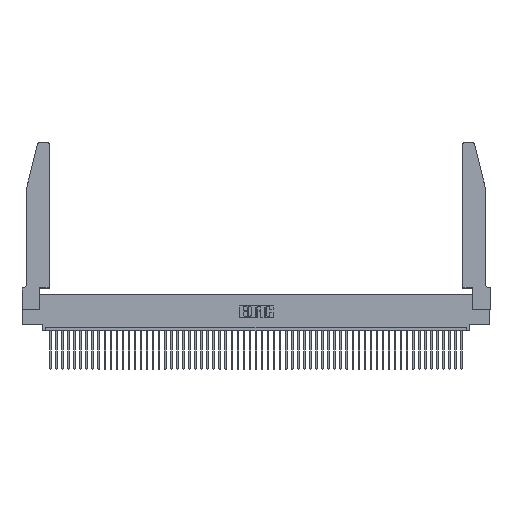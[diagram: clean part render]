
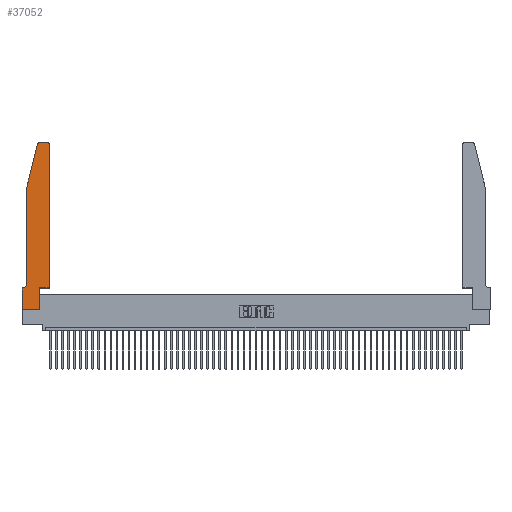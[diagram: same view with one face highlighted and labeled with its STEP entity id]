
A CAD part, top view. The second image highlights one B-rep face of the part: STEP entity #37052.
In plain terms, the highlighted planar face has unit normal (0, 0, 1).
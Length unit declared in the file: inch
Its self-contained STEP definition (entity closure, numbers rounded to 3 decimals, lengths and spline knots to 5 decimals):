
#325 = CARTESIAN_POINT ( 'NONE',  ( 0., 0., 0.37 ) ) ;
#1591 = VECTOR ( 'NONE', #25401, 39.37008 ) ;
#2017 = CARTESIAN_POINT ( 'NONE',  ( 0.284, 2.72, 0.37 ) ) ;
#2428 = VECTOR ( 'NONE', #27028, 39.37008 ) ;
#2737 = CARTESIAN_POINT ( 'NONE',  ( 0., 0.35, 0.37 ) ) ;
#2870 = VERTEX_POINT ( 'NONE', #37059 ) ;
#3528 = DIRECTION ( 'NONE',  ( 0., 1., 0. ) ) ;
#5784 = ORIENTED_EDGE ( 'NONE', *, *, #8856, .T. ) ;
#6818 = DIRECTION ( 'NONE',  ( 0., 0., 1. ) ) ;
#6879 = LINE ( 'NONE', #325, #2428 ) ;
#6967 = ORIENTED_EDGE ( 'NONE', *, *, #13981, .T. ) ;
#7122 = CARTESIAN_POINT ( 'NONE',  ( 0.0755, 2., 0.37 ) ) ;
#7146 = EDGE_CURVE ( 'NONE', #2870, #43482, #37408, .T. ) ;
#7197 = VECTOR ( 'NONE', #13750, 39.37008 ) ;
#7440 = CARTESIAN_POINT ( 'NONE',  ( 0.4505, 0.35, 0.37 ) ) ;
#7528 = CARTESIAN_POINT ( 'NONE',  ( 0.4205, 2.75, 0.37 ) ) ;
#8856 = EDGE_CURVE ( 'NONE', #40195, #18080, #31455, .T. ) ;
#10482 = CIRCLE ( 'NONE', #27096, 0.03 ) ;
#10746 = FACE_OUTER_BOUND ( 'NONE', #50394, .T. ) ;
#10918 = CARTESIAN_POINT ( 'NONE',  ( 0.0055, 0.42, 0.37 ) ) ;
#11110 = LINE ( 'NONE', #18791, #13686 ) ;
#11279 = EDGE_CURVE ( 'NONE', #18080, #52437, #39570, .T. ) ;
#11712 = CARTESIAN_POINT ( 'NONE',  ( 0.0755, 2., 0.37 ) ) ;
#13411 = AXIS2_PLACEMENT_3D ( 'NONE', #38152, #46441, #21808 ) ;
#13674 = LINE ( 'NONE', #20874, #1591 ) ;
#13686 = VECTOR ( 'NONE', #27326, 39.37008 ) ;
#13750 = DIRECTION ( 'NONE',  ( 1., 0., 0. ) ) ;
#13981 = EDGE_CURVE ( 'NONE', #52937, #49749, #30319, .T. ) ;
#15754 = VECTOR ( 'NONE', #18025, 39.37008 ) ;
#17596 = EDGE_CURVE ( 'NONE', #43482, #48512, #49114, .T. ) ;
#18025 = DIRECTION ( 'NONE',  ( -1., 0., 0. ) ) ;
#18080 = VERTEX_POINT ( 'NONE', #31496 ) ;
#18383 = AXIS2_PLACEMENT_3D ( 'NONE', #47784, #6818, #40221 ) ;
#18791 = CARTESIAN_POINT ( 'NONE',  ( 0.2605, 2.75, 0.37 ) ) ;
#20874 = CARTESIAN_POINT ( 'NONE',  ( 0.4505, 0.35, 0.37 ) ) ;
#21067 = ORIENTED_EDGE ( 'NONE', *, *, #7146, .T. ) ;
#21093 = EDGE_CURVE ( 'NONE', #34290, #2870, #6879, .T. ) ;
#21478 = EDGE_CURVE ( 'NONE', #49749, #49352, #38416, .T. ) ;
#21808 = DIRECTION ( 'NONE',  ( 1., 0., 0. ) ) ;
#22143 = ORIENTED_EDGE ( 'NONE', *, *, #51363, .T. ) ;
#22183 = CARTESIAN_POINT ( 'NONE',  ( 0.0755, 0.35, 0.37 ) ) ;
#22438 = DIRECTION ( 'NONE',  ( 1., 0., 0. ) ) ;
#23511 = CARTESIAN_POINT ( 'NONE',  ( 0.4505, 2.72, 0.37 ) ) ;
#24449 = ORIENTED_EDGE ( 'NONE', *, *, #53181, .T. ) ;
#24471 = CARTESIAN_POINT ( 'NONE',  ( 0.2865, 0., 0.37 ) ) ;
#24536 = CARTESIAN_POINT ( 'NONE',  ( 0.0055, 0.35, 0.37 ) ) ;
#25401 = DIRECTION ( 'NONE',  ( 1., 0., 0. ) ) ;
#26451 = ORIENTED_EDGE ( 'NONE', *, *, #11279, .T. ) ;
#27028 = DIRECTION ( 'NONE',  ( 0., -1., 0. ) ) ;
#27096 = AXIS2_PLACEMENT_3D ( 'NONE', #2017, #43104, #22438 ) ;
#27326 = DIRECTION ( 'NONE',  ( -1., 0., 0. ) ) ;
#28064 = LINE ( 'NONE', #22183, #15754 ) ;
#29120 = AXIS2_PLACEMENT_3D ( 'NONE', #10918, #47664, #32050 ) ;
#29786 = VERTEX_POINT ( 'NONE', #38343 ) ;
#30319 = LINE ( 'NONE', #48795, #50848 ) ;
#31455 = LINE ( 'NONE', #51122, #41081 ) ;
#31496 = CARTESIAN_POINT ( 'NONE',  ( 0.0755, 0.42, 0.37 ) ) ;
#32050 = DIRECTION ( 'NONE',  ( -1., 0., 0. ) ) ;
#33190 = VERTEX_POINT ( 'NONE', #41261 ) ;
#34290 = VERTEX_POINT ( 'NONE', #2737 ) ;
#34950 = DIRECTION ( 'NONE',  ( 0., -1., 0. ) ) ;
#35578 = VECTOR ( 'NONE', #3528, 39.37008 ) ;
#36680 = ORIENTED_EDGE ( 'NONE', *, *, #21478, .T. ) ;
#37052 = ADVANCED_FACE ( 'NONE', ( #10746 ), #47607, .T. ) ;
#37059 = CARTESIAN_POINT ( 'NONE',  ( 0., 0., 0.37 ) ) ;
#37408 = LINE ( 'NONE', #39110, #7197 ) ;
#37419 = ORIENTED_EDGE ( 'NONE', *, *, #52372, .T. ) ;
#37471 = ORIENTED_EDGE ( 'NONE', *, *, #51438, .T. ) ;
#37519 = ORIENTED_EDGE ( 'NONE', *, *, #17596, .T. ) ;
#38152 = CARTESIAN_POINT ( 'NONE',  ( 0.4205, 2.72, 0.37 ) ) ;
#38343 = CARTESIAN_POINT ( 'NONE',  ( 0.284, 2.75, 0.37 ) ) ;
#38416 = CIRCLE ( 'NONE', #13411, 0.03 ) ;
#39110 = CARTESIAN_POINT ( 'NONE',  ( 0., 0., 0.37 ) ) ;
#39570 = CIRCLE ( 'NONE', #29120, 0.07 ) ;
#40195 = VERTEX_POINT ( 'NONE', #7122 ) ;
#40221 = DIRECTION ( 'NONE',  ( 1., 0., 0. ) ) ;
#40505 = DIRECTION ( 'NONE',  ( -0.239, -0.971, 0. ) ) ;
#41081 = VECTOR ( 'NONE', #34950, 39.37008 ) ;
#41261 = CARTESIAN_POINT ( 'NONE',  ( 0.25487, 2.72718, 0.37 ) ) ;
#42610 = EDGE_CURVE ( 'NONE', #52437, #34290, #28064, .T. ) ;
#43104 = DIRECTION ( 'NONE',  ( 0., 0., 1. ) ) ;
#43363 = CARTESIAN_POINT ( 'NONE',  ( 0.2865, 0.35, 0.37 ) ) ;
#43482 = VERTEX_POINT ( 'NONE', #24471 ) ;
#43731 = ORIENTED_EDGE ( 'NONE', *, *, #42610, .T. ) ;
#44842 = ORIENTED_EDGE ( 'NONE', *, *, #21093, .T. ) ;
#46441 = DIRECTION ( 'NONE',  ( 0., 0., 1. ) ) ;
#47607 = PLANE ( 'NONE',  #18383 ) ;
#47664 = DIRECTION ( 'NONE',  ( 0., 0., -1. ) ) ;
#47751 = VECTOR ( 'NONE', #40505, 39.37008 ) ;
#47784 = CARTESIAN_POINT ( 'NONE',  ( 0., 0.35, 0.37 ) ) ;
#47860 = CARTESIAN_POINT ( 'NONE',  ( 0.2865, 0.35, 0.37 ) ) ;
#48512 = VERTEX_POINT ( 'NONE', #47860 ) ;
#48795 = CARTESIAN_POINT ( 'NONE',  ( 0.4505, 0.35, 0.37 ) ) ;
#49114 = LINE ( 'NONE', #43363, #35578 ) ;
#49352 = VERTEX_POINT ( 'NONE', #7528 ) ;
#49749 = VERTEX_POINT ( 'NONE', #23511 ) ;
#50394 = EDGE_LOOP ( 'NONE', ( #37471, #22143, #37419, #5784, #26451, #43731, #44842, #21067, #37519, #24449, #6967, #36680 ) ) ;
#50848 = VECTOR ( 'NONE', #52361, 39.37008 ) ;
#50940 = LINE ( 'NONE', #11712, #47751 ) ;
#51122 = CARTESIAN_POINT ( 'NONE',  ( 0.0755, 2., 0.37 ) ) ;
#51363 = EDGE_CURVE ( 'NONE', #29786, #33190, #10482, .T. ) ;
#51438 = EDGE_CURVE ( 'NONE', #49352, #29786, #11110, .T. ) ;
#52361 = DIRECTION ( 'NONE',  ( 0., 1., 0. ) ) ;
#52372 = EDGE_CURVE ( 'NONE', #33190, #40195, #50940, .T. ) ;
#52437 = VERTEX_POINT ( 'NONE', #24536 ) ;
#52937 = VERTEX_POINT ( 'NONE', #7440 ) ;
#53181 = EDGE_CURVE ( 'NONE', #48512, #52937, #13674, .T. ) ;
